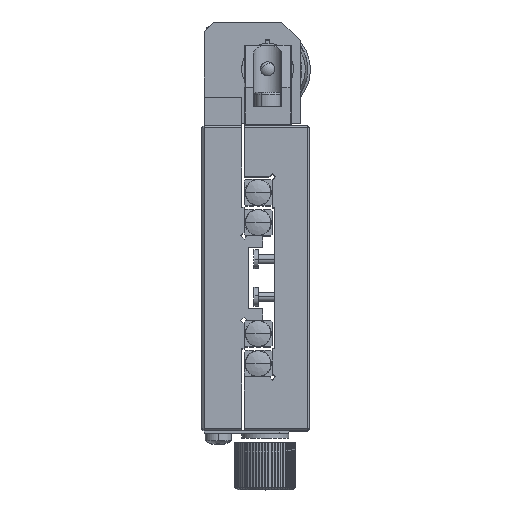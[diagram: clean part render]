
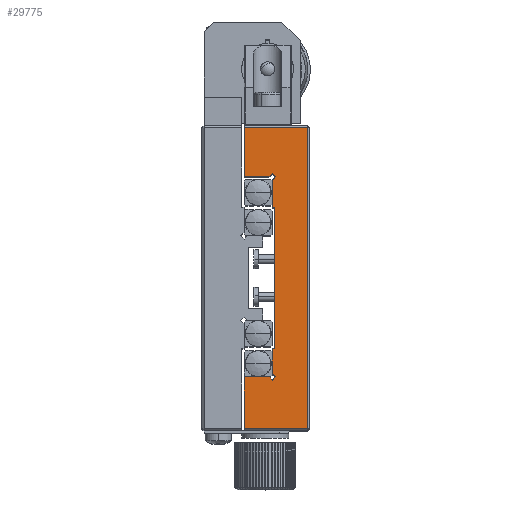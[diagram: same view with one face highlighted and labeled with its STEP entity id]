
A CAD part, top view. The second image highlights one B-rep face of the part: STEP entity #29775.
In plain terms, the highlighted planar face has unit normal (0, 0, 1).
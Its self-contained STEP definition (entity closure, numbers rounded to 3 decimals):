
#101 = CARTESIAN_POINT ( 'NONE',  ( -11.187, 18.359, 32.5 ) ) ;
#348 = VERTEX_POINT ( 'NONE', #2568 ) ;
#400 = CARTESIAN_POINT ( 'NONE',  ( -5.187, -23.434, 32.5 ) ) ;
#498 = CARTESIAN_POINT ( 'NONE',  ( -11.187, 28.859, 32.5 ) ) ;
#1123 = VECTOR ( 'NONE', #20743, 1000. ) ;
#1392 = CARTESIAN_POINT ( 'NONE',  ( -4.687, 11.859, 32.5 ) ) ;
#1511 = EDGE_CURVE ( 'NONE', #12645, #10763, #8139, .T. ) ;
#1584 = ORIENTED_EDGE ( 'NONE', *, *, #12560, .F. ) ;
#1603 = DIRECTION ( 'NONE',  ( -0.707, 0.707, 0. ) ) ;
#1672 = CARTESIAN_POINT ( 'NONE',  ( -4.48, 18.359, 32.5 ) ) ;
#1684 = CARTESIAN_POINT ( 'NONE',  ( -5.894, -24.141, 32.5 ) ) ;
#1824 = DIRECTION ( 'NONE',  ( 0.707, 0.707, 0. ) ) ;
#1937 = CARTESIAN_POINT ( 'NONE',  ( -4.48, -24.141, 32.5 ) ) ;
#2106 = EDGE_CURVE ( 'NONE', #14790, #12645, #3901, .T. ) ;
#2292 = CARTESIAN_POINT ( 'NONE',  ( 2.813, -35.141, 32.5 ) ) ;
#2568 = CARTESIAN_POINT ( 'NONE',  ( -4.687, 11.859, 32.5 ) ) ;
#2839 = ORIENTED_EDGE ( 'NONE', *, *, #27645, .F. ) ;
#2960 = LINE ( 'NONE', #11855, #7906 ) ;
#3714 = CARTESIAN_POINT ( 'NONE',  ( -11.187, -24.141, 32.5 ) ) ;
#3783 = DIRECTION ( 'NONE',  ( 1., 0., 0. ) ) ;
#3901 = LINE ( 'NONE', #31429, #12330 ) ;
#4060 = VERTEX_POINT ( 'NONE', #400 ) ;
#4262 = VECTOR ( 'NONE', #1824, 1000. ) ;
#4457 = ORIENTED_EDGE ( 'NONE', *, *, #16705, .F. ) ;
#4465 = LINE ( 'NONE', #12033, #10225 ) ;
#4745 = VECTOR ( 'NONE', #22073, 1000. ) ;
#5050 = ORIENTED_EDGE ( 'NONE', *, *, #11693, .T. ) ;
#5178 = EDGE_CURVE ( 'NONE', #9139, #18109, #8249, .T. ) ;
#5381 = VECTOR ( 'NONE', #24982, 1000. ) ;
#5504 = LINE ( 'NONE', #28547, #8945 ) ;
#6266 = VERTEX_POINT ( 'NONE', #7190 ) ;
#6755 = ORIENTED_EDGE ( 'NONE', *, *, #25807, .F. ) ;
#6849 = EDGE_CURVE ( 'NONE', #6266, #6855, #18574, .T. ) ;
#6855 = VERTEX_POINT ( 'NONE', #17041 ) ;
#7190 = CARTESIAN_POINT ( 'NONE',  ( -5.894, 18.359, 32.5 ) ) ;
#7331 = ORIENTED_EDGE ( 'NONE', *, *, #19136, .F. ) ;
#7726 = LINE ( 'NONE', #20950, #21243 ) ;
#7906 = VECTOR ( 'NONE', #11746, 1000. ) ;
#7926 = LINE ( 'NONE', #12359, #29935 ) ;
#8082 = EDGE_CURVE ( 'NONE', #10763, #20745, #2960, .T. ) ;
#8139 = LINE ( 'NONE', #1672, #17404 ) ;
#8201 = CARTESIAN_POINT ( 'NONE',  ( 2.313, 28.859, 32.5 ) ) ;
#8249 = LINE ( 'NONE', #17869, #28337 ) ;
#8722 = VECTOR ( 'NONE', #1603, 1000. ) ;
#8945 = VECTOR ( 'NONE', #3783, 1000. ) ;
#9139 = VERTEX_POINT ( 'NONE', #15830 ) ;
#9190 = VERTEX_POINT ( 'NONE', #3714 ) ;
#9233 = ORIENTED_EDGE ( 'NONE', *, *, #30274, .F. ) ;
#9362 = VECTOR ( 'NONE', #31763, 1000. ) ;
#9396 = CARTESIAN_POINT ( 'NONE',  ( -5.187, -24.848, 32.5 ) ) ;
#9725 = VECTOR ( 'NONE', #30154, 1000. ) ;
#9842 = CARTESIAN_POINT ( 'NONE',  ( -5.187, -18.141, 32.5 ) ) ;
#9852 = VERTEX_POINT ( 'NONE', #31784 ) ;
#9968 = CARTESIAN_POINT ( 'NONE',  ( -4.48, 18.359, 32.5 ) ) ;
#10225 = VECTOR ( 'NONE', #30044, 1000. ) ;
#10359 = PLANE ( 'NONE',  #23279 ) ;
#10463 = DIRECTION ( 'NONE',  ( 1., 0., 0. ) ) ;
#10519 = EDGE_CURVE ( 'NONE', #9190, #21261, #5504, .T. ) ;
#10763 = VERTEX_POINT ( 'NONE', #9968 ) ;
#10771 = LINE ( 'NONE', #1937, #4262 ) ;
#10998 = VERTEX_POINT ( 'NONE', #498 ) ;
#11198 = CARTESIAN_POINT ( 'NONE',  ( -11.187, -35.141, 32.5 ) ) ;
#11511 = DIRECTION ( 'NONE',  ( 0.707, 0.707, 0. ) ) ;
#11562 = DIRECTION ( 'NONE',  ( 0., 1., 0. ) ) ;
#11693 = EDGE_CURVE ( 'NONE', #18109, #10998, #7726, .T. ) ;
#11746 = DIRECTION ( 'NONE',  ( -0.707, 0.707, 0. ) ) ;
#11808 = EDGE_CURVE ( 'NONE', #20838, #9852, #10771, .T. ) ;
#11855 = CARTESIAN_POINT ( 'NONE',  ( -5.187, 19.066, 32.5 ) ) ;
#12033 = CARTESIAN_POINT ( 'NONE',  ( -11.187, 29.359, 32.5 ) ) ;
#12200 = CARTESIAN_POINT ( 'NONE',  ( -5.187, 19.066, 32.5 ) ) ;
#12330 = VECTOR ( 'NONE', #24636, 1000. ) ;
#12359 = CARTESIAN_POINT ( 'NONE',  ( -5.187, 11.859, 32.5 ) ) ;
#12560 = EDGE_CURVE ( 'NONE', #20745, #6266, #29296, .T. ) ;
#12645 = VERTEX_POINT ( 'NONE', #25504 ) ;
#12776 = VECTOR ( 'NONE', #11562, 1000. ) ;
#14676 = ORIENTED_EDGE ( 'NONE', *, *, #10519, .F. ) ;
#14745 = LINE ( 'NONE', #15059, #9725 ) ;
#14790 = VERTEX_POINT ( 'NONE', #24664 ) ;
#14865 = EDGE_CURVE ( 'NONE', #6855, #10998, #4465, .T. ) ;
#15059 = CARTESIAN_POINT ( 'NONE',  ( -5.187, -18.141, 32.5 ) ) ;
#15175 = ORIENTED_EDGE ( 'NONE', *, *, #2106, .F. ) ;
#15406 = DIRECTION ( 'NONE',  ( 0., 0., 1. ) ) ;
#15763 = DIRECTION ( 'NONE',  ( -1., 0., 0. ) ) ;
#15830 = CARTESIAN_POINT ( 'NONE',  ( 2.313, -35.141, 32.5 ) ) ;
#16280 = CARTESIAN_POINT ( 'NONE',  ( -5.187, -23.434, 32.5 ) ) ;
#16350 = EDGE_CURVE ( 'NONE', #18166, #9139, #25558, .T. ) ;
#16705 = EDGE_CURVE ( 'NONE', #18166, #9190, #27842, .T. ) ;
#17041 = CARTESIAN_POINT ( 'NONE',  ( -11.187, 18.359, 32.5 ) ) ;
#17303 = ORIENTED_EDGE ( 'NONE', *, *, #28240, .F. ) ;
#17404 = VECTOR ( 'NONE', #11511, 1000. ) ;
#17431 = VERTEX_POINT ( 'NONE', #31703 ) ;
#17869 = CARTESIAN_POINT ( 'NONE',  ( 2.313, 29.359, 32.5 ) ) ;
#18020 = LINE ( 'NONE', #1392, #1123 ) ;
#18109 = VERTEX_POINT ( 'NONE', #8201 ) ;
#18166 = VERTEX_POINT ( 'NONE', #11198 ) ;
#18574 = LINE ( 'NONE', #101, #27887 ) ;
#18792 = CARTESIAN_POINT ( 'NONE',  ( -11.187, -24.141, 32.5 ) ) ;
#19136 = EDGE_CURVE ( 'NONE', #19265, #348, #18020, .T. ) ;
#19147 = ORIENTED_EDGE ( 'NONE', *, *, #14865, .F. ) ;
#19265 = VERTEX_POINT ( 'NONE', #28930 ) ;
#20743 = DIRECTION ( 'NONE',  ( 0., 1., 0. ) ) ;
#20745 = VERTEX_POINT ( 'NONE', #12200 ) ;
#20804 = ORIENTED_EDGE ( 'NONE', *, *, #16350, .T. ) ;
#20838 = VERTEX_POINT ( 'NONE', #9396 ) ;
#20950 = CARTESIAN_POINT ( 'NONE',  ( -11.187, 28.859, 32.5 ) ) ;
#21243 = VECTOR ( 'NONE', #15763, 1000. ) ;
#21261 = VERTEX_POINT ( 'NONE', #1684 ) ;
#21313 = DIRECTION ( 'NONE',  ( 0.707, -0.707, 0. ) ) ;
#21909 = EDGE_CURVE ( 'NONE', #4060, #17431, #25603, .T. ) ;
#21947 = ORIENTED_EDGE ( 'NONE', *, *, #11808, .F. ) ;
#21974 = ORIENTED_EDGE ( 'NONE', *, *, #8082, .F. ) ;
#22073 = DIRECTION ( 'NONE',  ( 1., 0., 0. ) ) ;
#22248 = DIRECTION ( 'NONE',  ( -1., 0., 0. ) ) ;
#22848 = ORIENTED_EDGE ( 'NONE', *, *, #1511, .F. ) ;
#23279 = AXIS2_PLACEMENT_3D ( 'NONE', #29880, #15406, #10463 ) ;
#24009 = EDGE_LOOP ( 'NONE', ( #4457, #20804, #26513, #5050, #19147, #30258, #1584, #21974, #22848, #15175, #17303, #7331, #9233, #24423, #2839, #21947, #6755, #14676 ) ) ;
#24423 = ORIENTED_EDGE ( 'NONE', *, *, #21909, .F. ) ;
#24545 = LINE ( 'NONE', #16280, #8722 ) ;
#24636 = DIRECTION ( 'NONE',  ( 0., 1., 0. ) ) ;
#24664 = CARTESIAN_POINT ( 'NONE',  ( -5.187, 11.859, 32.5 ) ) ;
#24766 = CARTESIAN_POINT ( 'NONE',  ( -5.187, 19.066, 32.5 ) ) ;
#24982 = DIRECTION ( 'NONE',  ( -0.707, -0.707, 0. ) ) ;
#25217 = FACE_OUTER_BOUND ( 'NONE', #24009, .T. ) ;
#25454 = DIRECTION ( 'NONE',  ( 0., 1., 0. ) ) ;
#25504 = CARTESIAN_POINT ( 'NONE',  ( -5.187, 17.652, 32.5 ) ) ;
#25558 = LINE ( 'NONE', #2292, #4745 ) ;
#25603 = LINE ( 'NONE', #9842, #9362 ) ;
#25807 = EDGE_CURVE ( 'NONE', #21261, #20838, #28444, .T. ) ;
#26513 = ORIENTED_EDGE ( 'NONE', *, *, #5178, .T. ) ;
#26733 = CARTESIAN_POINT ( 'NONE',  ( -5.187, -24.848, 32.5 ) ) ;
#27645 = EDGE_CURVE ( 'NONE', #9852, #4060, #24545, .T. ) ;
#27842 = LINE ( 'NONE', #18792, #12776 ) ;
#27887 = VECTOR ( 'NONE', #22248, 1000. ) ;
#28240 = EDGE_CURVE ( 'NONE', #348, #14790, #7926, .T. ) ;
#28337 = VECTOR ( 'NONE', #25454, 1000. ) ;
#28444 = LINE ( 'NONE', #26733, #29231 ) ;
#28547 = CARTESIAN_POINT ( 'NONE',  ( -5.894, -24.141, 32.5 ) ) ;
#28930 = CARTESIAN_POINT ( 'NONE',  ( -4.687, -18.141, 32.5 ) ) ;
#29231 = VECTOR ( 'NONE', #21313, 1000. ) ;
#29296 = LINE ( 'NONE', #24766, #5381 ) ;
#29421 = DIRECTION ( 'NONE',  ( -1., 0., 0. ) ) ;
#29775 = ADVANCED_FACE ( 'NONE', ( #25217 ), #10359, .T. ) ;
#29880 = CARTESIAN_POINT ( 'NONE',  ( 2.813, 29.359, 32.5 ) ) ;
#29935 = VECTOR ( 'NONE', #29421, 1000. ) ;
#30044 = DIRECTION ( 'NONE',  ( 0., 1., 0. ) ) ;
#30154 = DIRECTION ( 'NONE',  ( 1., 0., 0. ) ) ;
#30258 = ORIENTED_EDGE ( 'NONE', *, *, #6849, .F. ) ;
#30274 = EDGE_CURVE ( 'NONE', #17431, #19265, #14745, .T. ) ;
#31429 = CARTESIAN_POINT ( 'NONE',  ( -5.187, 17.652, 32.5 ) ) ;
#31703 = CARTESIAN_POINT ( 'NONE',  ( -5.187, -18.141, 32.5 ) ) ;
#31763 = DIRECTION ( 'NONE',  ( 0., 1., 0. ) ) ;
#31784 = CARTESIAN_POINT ( 'NONE',  ( -4.48, -24.141, 32.5 ) ) ;
